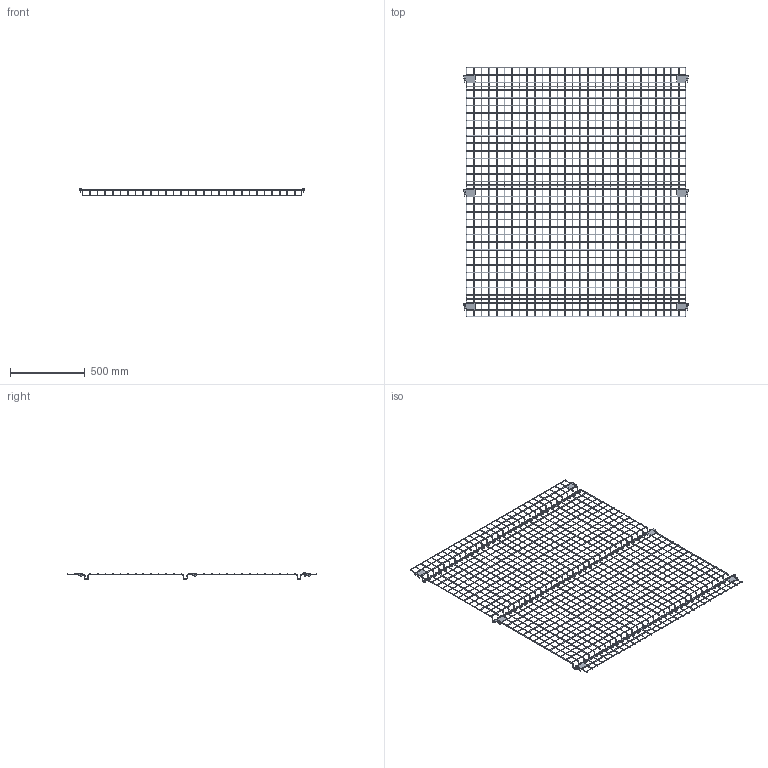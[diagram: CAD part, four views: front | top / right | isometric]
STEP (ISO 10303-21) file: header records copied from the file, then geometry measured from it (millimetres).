
FILE_DESCRIPTION (( 'STEP AP214' ), '1' );
FILE_NAME ('X05866.STEP', '2024-02-23T11:16:32', ( '' ), ( '' ), 'SwSTEP 2.0', 'SolidWorks 2023', '' );
FILE_SCHEMA (( 'AUTOMOTIVE_DESIGN' ));
Length unit declared in the file: inch
Products named in the file (1): X05866
Bounding box: 1506.55 x 1673.22 x 53.41 mm (x, y, z)
Volume: 1483766.7 mm3; surface area: 1443072.6 mm2
Topology: 77 solids, 77 shells, 1101 faces, 2550 edges, 1607 vertices
Faces by surface type: cylinder 475, bspline 372, plane 242, cone 12
Full cylindrical faces by diameter (mm): 4.064 x427, 4.763 x2, 5.105 x2, 6.229 x2, 6.35 x2
Entity records: 32687 total; most frequent: CARTESIAN_POINT 13974, DIRECTION 3660, ORIENTED_EDGE 2548, EDGE_LOOP 1924, FACE_OUTER_BOUND 1904, AXIS2_PLACEMENT_3D 1688, EDGE_CURVE 1274, VERTEX_POINT 1146
